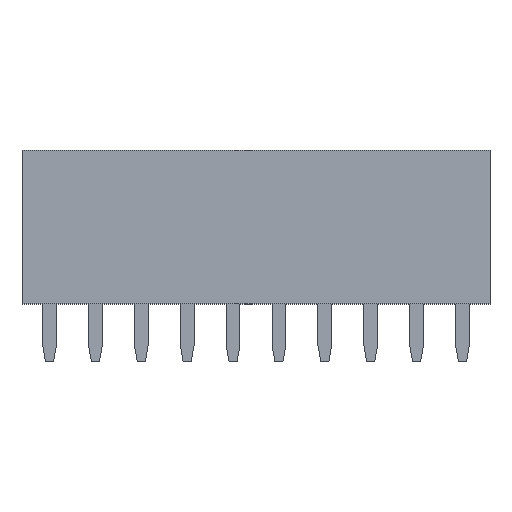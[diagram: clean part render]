
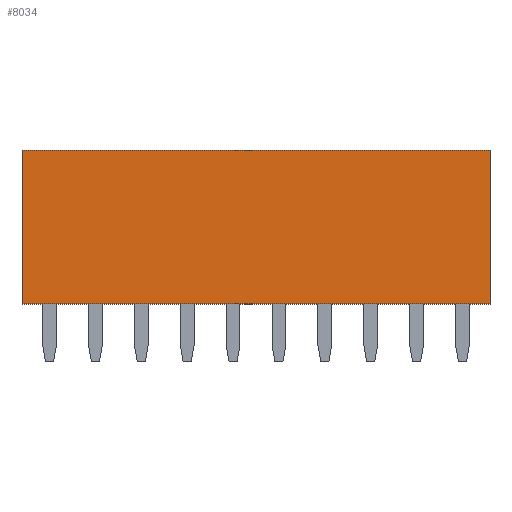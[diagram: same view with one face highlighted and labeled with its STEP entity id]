
A CAD part, top view. The second image highlights one B-rep face of the part: STEP entity #8034.
In plain terms, the highlighted planar face has unit normal (0, 0, 1).
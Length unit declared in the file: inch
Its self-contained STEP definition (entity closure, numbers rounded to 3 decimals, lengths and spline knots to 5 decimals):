
#289 = EDGE_CURVE ( 'NONE', #913, #6115, #7832, .T. ) ;
#533 = ORIENTED_EDGE ( 'NONE', *, *, #2469, .T. ) ;
#783 = CARTESIAN_POINT ( 'NONE',  ( -0.51, 0.335, 0.05 ) ) ;
#877 = ORIENTED_EDGE ( 'NONE', *, *, #1309, .F. ) ;
#897 = LINE ( 'NONE', #783, #7850 ) ;
#913 = VERTEX_POINT ( 'NONE', #6186 ) ;
#1309 = EDGE_CURVE ( 'NONE', #6115, #3717, #1756, .T. ) ;
#1538 = AXIS2_PLACEMENT_3D ( 'NONE', #5878, #7327, #2383 ) ;
#1756 = LINE ( 'NONE', #2019, #5245 ) ;
#2019 = CARTESIAN_POINT ( 'NONE',  ( 0.51, 0.335, 0.05 ) ) ;
#2383 = DIRECTION ( 'NONE',  ( -1., 0., 0. ) ) ;
#2469 = EDGE_CURVE ( 'NONE', #913, #6176, #897, .T. ) ;
#2519 = VECTOR ( 'NONE', #8055, 39.37008 ) ;
#2548 = EDGE_CURVE ( 'NONE', #6176, #3717, #3505, .T. ) ;
#3012 = ORIENTED_EDGE ( 'NONE', *, *, #2548, .T. ) ;
#3328 = CARTESIAN_POINT ( 'NONE',  ( 0.51, 0.335, 0.05 ) ) ;
#3422 = DIRECTION ( 'NONE',  ( 0., -1., 0. ) ) ;
#3505 = LINE ( 'NONE', #6482, #2519 ) ;
#3717 = VERTEX_POINT ( 'NONE', #8314 ) ;
#4033 = CARTESIAN_POINT ( 'NONE',  ( -0.51, 0., 0.05 ) ) ;
#4242 = ORIENTED_EDGE ( 'NONE', *, *, #289, .F. ) ;
#4453 = PLANE ( 'NONE',  #1538 ) ;
#5001 = VECTOR ( 'NONE', #5914, 39.37008 ) ;
#5245 = VECTOR ( 'NONE', #3422, 39.37008 ) ;
#5674 = EDGE_LOOP ( 'NONE', ( #877, #4242, #533, #3012 ) ) ;
#5717 = DIRECTION ( 'NONE',  ( 0., -1., 0. ) ) ;
#5878 = CARTESIAN_POINT ( 'NONE',  ( -0.51, 0.335, 0.05 ) ) ;
#5914 = DIRECTION ( 'NONE',  ( 1., 0., 0. ) ) ;
#6115 = VERTEX_POINT ( 'NONE', #3328 ) ;
#6176 = VERTEX_POINT ( 'NONE', #4033 ) ;
#6186 = CARTESIAN_POINT ( 'NONE',  ( -0.51, 0.335, 0.05 ) ) ;
#6482 = CARTESIAN_POINT ( 'NONE',  ( -0.51, 0., 0.05 ) ) ;
#6601 = FACE_OUTER_BOUND ( 'NONE', #5674, .T. ) ;
#7295 = CARTESIAN_POINT ( 'NONE',  ( 0.51, 0.335, 0.05 ) ) ;
#7327 = DIRECTION ( 'NONE',  ( 0., 0., -1. ) ) ;
#7832 = LINE ( 'NONE', #7295, #5001 ) ;
#7850 = VECTOR ( 'NONE', #5717, 39.37008 ) ;
#8034 = ADVANCED_FACE ( 'NONE', ( #6601 ), #4453, .F. ) ;
#8055 = DIRECTION ( 'NONE',  ( 1., 0., 0. ) ) ;
#8314 = CARTESIAN_POINT ( 'NONE',  ( 0.51, 0., 0.05 ) ) ;
